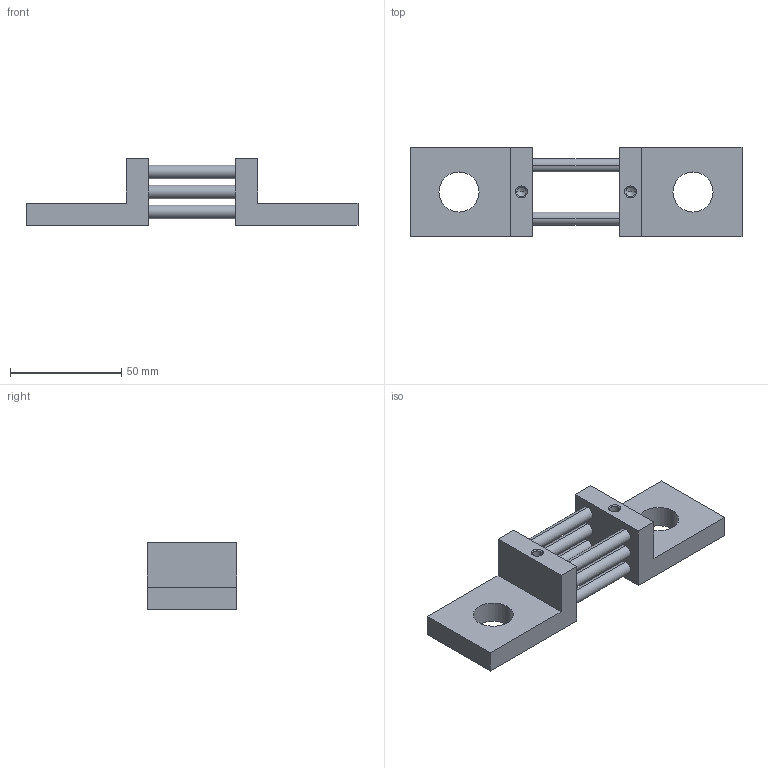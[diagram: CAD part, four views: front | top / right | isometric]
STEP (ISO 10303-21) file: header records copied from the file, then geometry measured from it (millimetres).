
FILE_DESCRIPTION (( 'STEP AP214' ), '1' );
FILE_NAME ('YN01-25505WL2000ST.STEP', '2025-02-17T19:09:22', ( '' ), ( '' ), 'SwSTEP 2.0', 'SolidWorks 2021', '' );
FILE_SCHEMA (( 'AUTOMOTIVE_DESIGN' ));
Length unit declared in the file: inch
Products named in the file (1): YN01-25505WL2000ST
Bounding box: 149 x 40 x 30 mm (x, y, z)
Volume: 61145 mm3; surface area: 21779.4 mm2
Topology: 1 solids, 13 shells, 92 faces, 186 edges, 120 vertices
Faces by surface type: cylinder 44, plane 40, cone 8
Entity records: 2452 total; most frequent: DIRECTION 462, CARTESIAN_POINT 395, ORIENTED_EDGE 364, AXIS2_PLACEMENT_3D 187, EDGE_CURVE 182, VERTEX_POINT 120, EDGE_LOOP 110, CIRCLE 94
